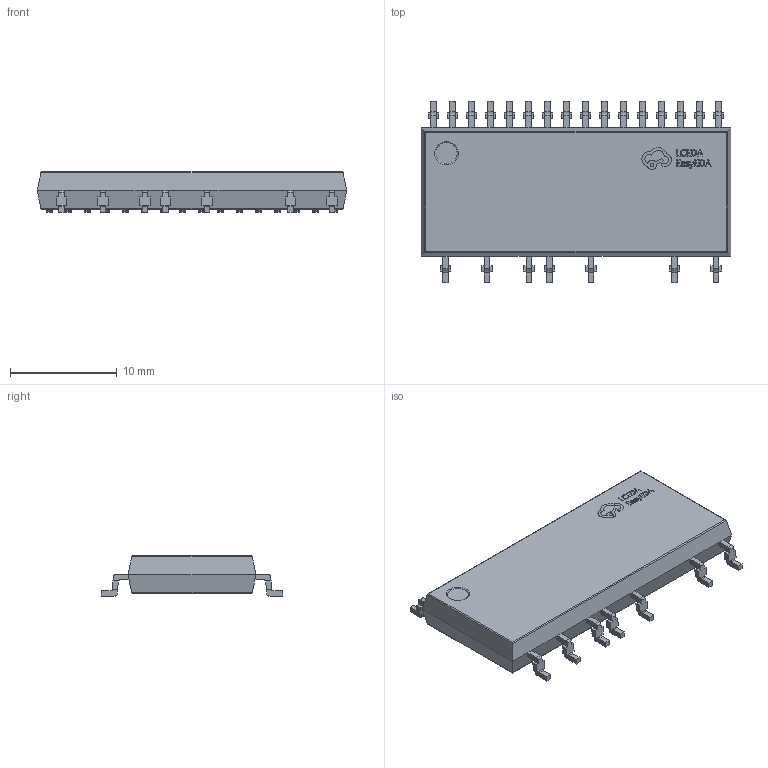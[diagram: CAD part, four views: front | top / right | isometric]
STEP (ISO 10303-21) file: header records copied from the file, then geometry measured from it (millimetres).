
FILE_DESCRIPTION (( 'STEP AP214' ), '1' );
FILE_NAME ('SOP-23_L29.0-W12.0-H3.1-P1.78-LS17.0-TL.step', '2022-07-26T10:05:07', ( '' ), ( '' ), 'SwSTEP 2.0', 'SolidWorks 2020', '' );
FILE_SCHEMA (( 'AUTOMOTIVE_DESIGN' ));
Length unit declared in the file: millimetre
Products named in the file (1): SOP-23_L29.0-W12.0-H3.1-P1.78-LS17.0-TL
Bounding box: 29 x 17 x 3.76 mm (x, y, z)
Volume: 1192 mm3; surface area: 1136.8 mm2
Topology: 14 solids, 14 shells, 794 faces, 2124 edges, 1366 vertices
Faces by surface type: plane 580, bspline 112, cylinder 100, torus 2
Entity records: 34439 total; most frequent: CARTESIAN_POINT 6413, ORIENTED_EDGE 4248, DIRECTION 3444, EDGE_CURVE 2124, VECTOR 1698, LINE 1698, VERTEX_POINT 1366, AXIS2_PLACEMENT_3D 873
